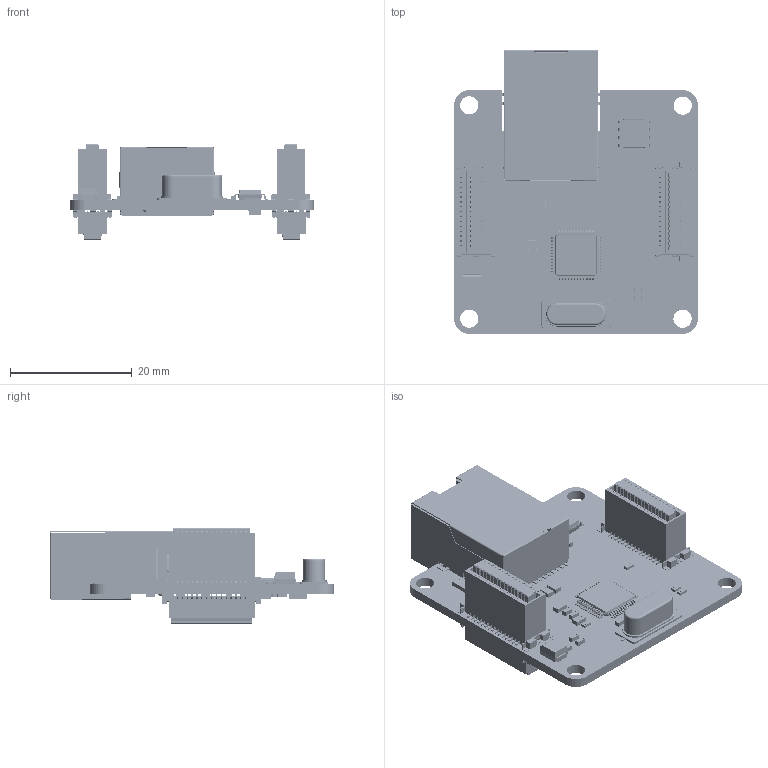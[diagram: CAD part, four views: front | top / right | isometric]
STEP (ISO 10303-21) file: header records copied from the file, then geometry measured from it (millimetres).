
FILE_DESCRIPTION(('FreeCAD Model'),'2;1');
FILE_NAME('ethernet-extension.step','2017-08-03T15:15:41',('kicad StepUp'),( 'ksu MCAD'),'Open CASCADE STEP processor 6.8','FreeCAD','Unknown');
FILE_SCHEMA(('AUTOMOTIVE_DESIGN_CC2 { 1 2 10303 214 -1 1 5 4 }'));
Length unit declared in the file: millimetre
Products named in the file (48): Pcb; lqfp48_7x7_p05_; R_0603_; R_0603_001; R_0603_002; R_0603_003; R_0603_004; R_0603_005; R_0603_006; R_0603_007; R_0603_008; R_0603_009; R_0603_010; R_0603_011; R_0603_012; R_0603_013; C_0603_; C_0603_001; C_1206_; C_0603_002; C_0805_; C_0805_001; C_0603_003; C_0603_004; C_0603_005; C_0603_006; C_0603_007; C_0603_008; C_0805_002; C_0603_009; C_0603_010; C_0603_011; C_0603_012; C_0603_013; C_0603_014; HC49_US003_; soic_8_39x49_p127_; R_4x0603_; RJ45_slim_RJPSL-001TA1_; ASM0001_ASM_ ...
Bounding box: 40.02 x 46.55 x 15.65 mm (x, y, z)
Volume: 5769.5 mm3; surface area: 14236.7 mm2
Topology: 55 solids, 55 shells, 14507 faces, 43758 edges, 28388 vertices
Faces by surface type: plane 11583, cylinder 2499, bspline 261, extrusion 126, cone 24, torus 12, sphere 2
Full cylindrical faces by diameter (mm): 0.35 x1, 0.5 x1, 0.6 x29, 0.8 x2, 1.15 x2, 1.2 x1, 1.34 x1, 1.5 x2, 3 x4
Entity records: 531674 total; most frequent: CARTESIAN_POINT 106734, ORIENTED_EDGE 87522, DIRECTION 76479, EDGE_CURVE 43743, VECTOR 38089, LINE 37963, VERTEX_POINT 28396, AXIS2_PLACEMENT_3D 19195
